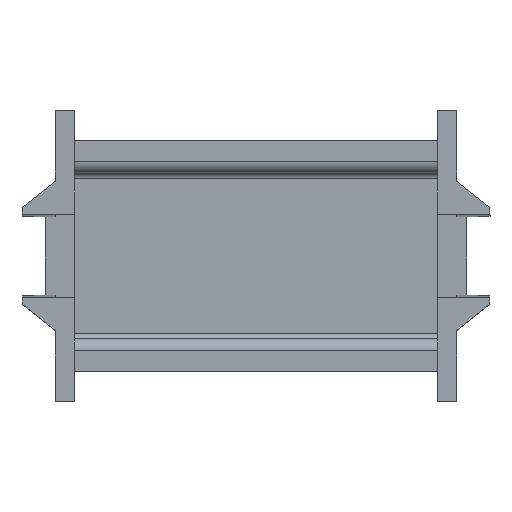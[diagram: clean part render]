
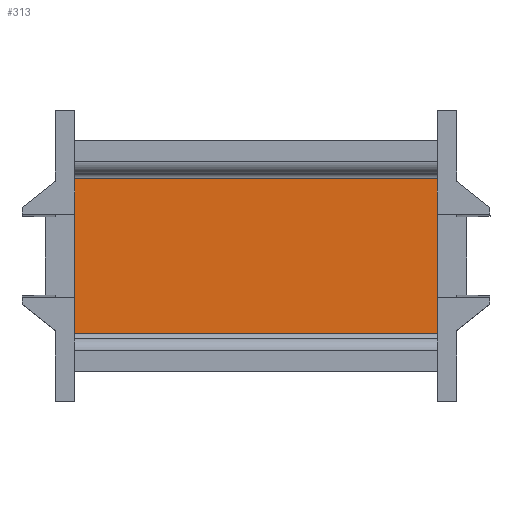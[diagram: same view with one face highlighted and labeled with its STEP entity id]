
A CAD part, top view. The second image highlights one B-rep face of the part: STEP entity #313.
In plain terms, the highlighted planar face has unit normal (0, 0, 1).
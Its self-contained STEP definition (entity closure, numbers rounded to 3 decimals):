
#293=AXIS2_PLACEMENT_3D('Plane Axis2P3D',#290,#291,#292) ;
#57=CARTESIAN_POINT('Vertex',(6.,10.3,1.2)) ;
#60=CARTESIAN_POINT('Line Origine',(6.,22.,1.2)) ;
#64=CARTESIAN_POINT('Vertex',(6.,33.7,1.2)) ;
#274=CARTESIAN_POINT('Vertex',(64.5,10.3,1.2)) ;
#277=CARTESIAN_POINT('Line Origine',(1006.,10.3,1.2)) ;
#290=CARTESIAN_POINT('Axis2P3D Location',(6.,10.3,1.2)) ;
#295=CARTESIAN_POINT('Line Origine',(64.5,22.,1.2)) ;
#299=CARTESIAN_POINT('Vertex',(64.5,33.7,1.2)) ;
#302=CARTESIAN_POINT('Line Origine',(35.25,33.7,1.2)) ;
#61=DIRECTION('Vector Direction',(0.,1.,0.)) ;
#278=DIRECTION('Vector Direction',(-1.,0.,0.)) ;
#291=DIRECTION('Axis2P3D Direction',(0.,0.,-1.)) ;
#292=DIRECTION('Axis2P3D XDirection',(0.,1.,0.)) ;
#296=DIRECTION('Vector Direction',(0.,1.,0.)) ;
#303=DIRECTION('Vector Direction',(-1.,0.,0.)) ;
#62=VECTOR('Line Direction',#61,1.) ;
#279=VECTOR('Line Direction',#278,1.) ;
#297=VECTOR('Line Direction',#296,1.) ;
#304=VECTOR('Line Direction',#303,1.) ;
#308=ORIENTED_EDGE('',*,*,#301,.T.) ;
#309=ORIENTED_EDGE('',*,*,#306,.F.) ;
#310=ORIENTED_EDGE('',*,*,#66,.F.) ;
#311=ORIENTED_EDGE('',*,*,#281,.T.) ;
#313=ADVANCED_FACE('51426_TS_35_PT6.1\\TS 35X7.5...M/....1\\Ergebnis von  TS 35X7.5 ',(#312),#294,.F.) ;
#66=EDGE_CURVE('',#58,#65,#63,.T.) ;
#281=EDGE_CURVE('',#58,#275,#280,.F.) ;
#301=EDGE_CURVE('',#275,#300,#298,.T.) ;
#306=EDGE_CURVE('',#65,#300,#305,.F.) ;
#307=EDGE_LOOP('',(#308,#309,#310,#311)) ;
#312=FACE_OUTER_BOUND('',#307,.T.) ;
#63=LINE('Line',#60,#62) ;
#280=LINE('Line',#277,#279) ;
#298=LINE('Line',#295,#297) ;
#305=LINE('Line',#302,#304) ;
#294=PLANE('',#293) ;
#58=VERTEX_POINT('',#57) ;
#65=VERTEX_POINT('',#64) ;
#275=VERTEX_POINT('',#274) ;
#300=VERTEX_POINT('',#299) ;
